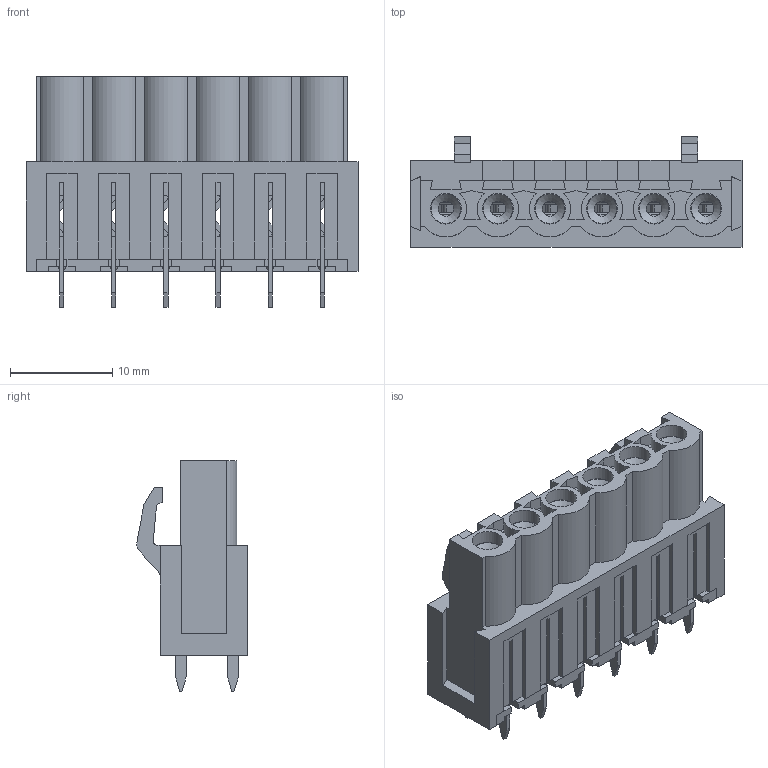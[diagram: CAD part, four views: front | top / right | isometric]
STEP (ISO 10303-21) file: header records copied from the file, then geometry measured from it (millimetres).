
FILE_DESCRIPTION( ( 'Unknown' ), '1' );
FILE_NAME( '691307500006.stp', 'Unknown', ( 'Unknown' ), ( 'Unknown' ), 'PSStep 17.0.49', 'Unknown', ' ' );
FILE_SCHEMA( ( 'AUTOMOTIVE_DESIGN { 1 0 10303 214 1 1 1 1 }' ) );
Length unit declared in the file: millimetre
Products named in the file (4): Assem1; contact; 691307500006; 691307500006_back wall
Assembly tree (8 placements, depth 2):
  Assem1
    contact  x6
    691307500006
    691307500006_back wall
Bounding box: 32.4 x 10.8 x 22.5 mm (x, y, z)
Volume: 2376.3 mm3; surface area: 5987.1 mm2
Topology: 8 solids, 8 shells, 1008 faces, 2718 edges, 1725 vertices
Faces by surface type: plane 714, cylinder 246, bspline 36, cone 6, sphere 6
Full cylindrical faces by diameter (mm): 0.7 x6, 1 x12, 1.5 x6, 3 x6
Entity records: 23437 total; most frequent: CARTESIAN_POINT 4142, ORIENTED_EDGE 3018, DIRECTION 2841, EDGE_CURVE 1509, LINE 1279, VECTOR 1279, VERTEX_POINT 1010, AXIS2_PLACEMENT_3D 781
